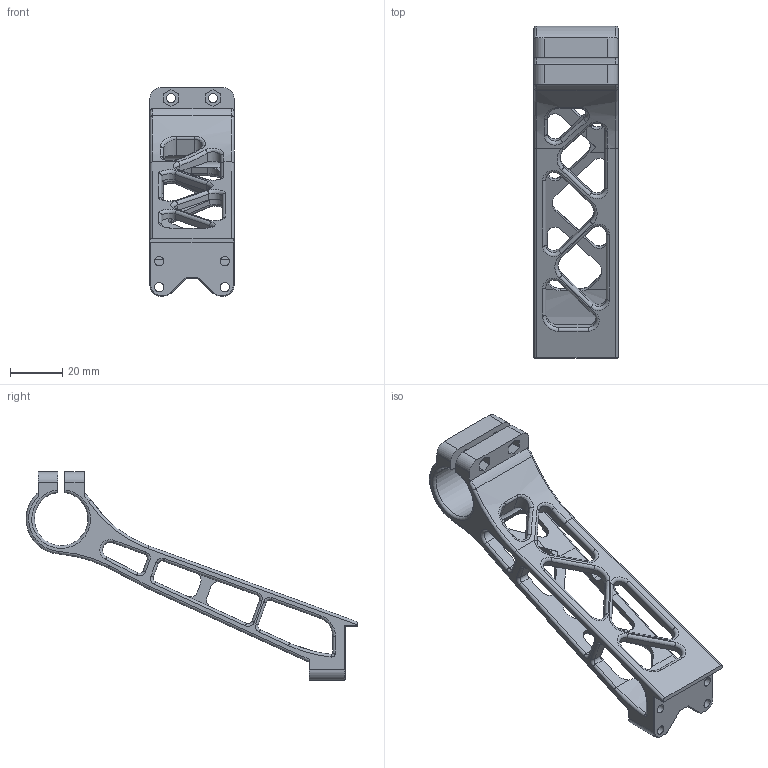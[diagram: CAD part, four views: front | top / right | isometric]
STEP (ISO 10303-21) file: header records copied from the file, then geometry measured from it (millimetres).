
FILE_DESCRIPTION(/* description */ (''),/* implementation_level */ '2;1');
FILE_NAME(/* name */ 'Right Leg.step',/* time_stamp */ '2021-05-27T23:14:20+02:00',/* author */ (''),/* organization */ (''),/* preprocessor_version */ 'ST-DEVELOPER v18.1',/* originating_system */ 'Autodesk Translation Framework v10.9.0.1377',/* authorisation */ '');
FILE_SCHEMA (('AUTOMOTIVE_DESIGN { 1 0 10303 214 3 1 1 }'));
Length unit declared in the file: millimetre
Products named in the file (1): Leg 1
Bounding box: 32.25 x 127.21 x 80.02 mm (x, y, z)
Volume: 29877.2 mm3; surface area: 19172.9 mm2
Topology: 1 solids, 1 shells, 276 faces, 728 edges, 444 vertices
Faces by surface type: cylinder 117, plane 89, torus 55, bspline 13, cone 2
Full cylindrical faces by diameter (mm): 3.5 x8
Entity records: 9165 total; most frequent: CARTESIAN_POINT 2105, DIRECTION 1535, ORIENTED_EDGE 1456, EDGE_CURVE 728, AXIS2_PLACEMENT_3D 578, VERTEX_POINT 444, LINE 379, VECTOR 379
